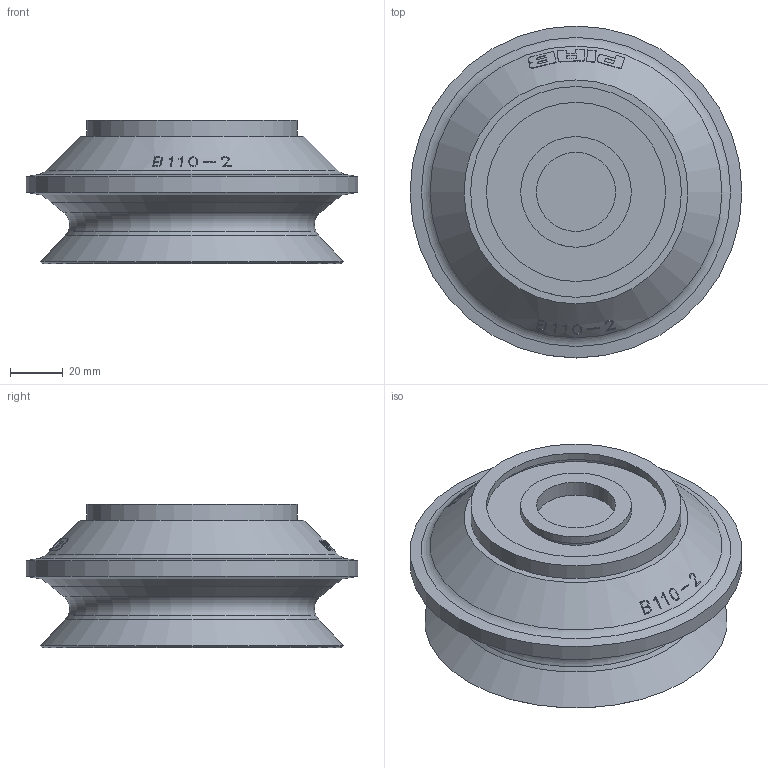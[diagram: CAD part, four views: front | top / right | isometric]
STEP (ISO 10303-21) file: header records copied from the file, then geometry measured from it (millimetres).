
FILE_DESCRIPTION(/* description */ ('Unknown'),/* implementation_level */ '2;1');
FILE_NAME(/* name */ 'S_A013_BXXX',/* time_stamp */ '2018-11-01T10:55:33+01:00',/* author */ ('Unknown'),/* organization */ ('Unknown'),/* preprocessor_version */ 'ST-DEVELOPER v16.7',/* originating_system */ 'DEX',/* authorisation */ $);
FILE_SCHEMA (('AUTOMOTIVE_DESIGN {1 0 10303 214 3 1 1}'));
Length unit declared in the file: millimetre
Products named in the file (4): S_A013_BXXX; A013_B110-2; Fitting_blank
Assembly tree (3 placements, depth 3):
  S_A013_BXXX
    A013_B110-2
      A013_B110-2
    Fitting_blank
Bounding box: 126 x 126 x 54.3 mm (x, y, z)
Surface area: 46686.9 mm2 (no closed solid volume)
Topology: 0 solids, 1 shells, 210 faces, 555 edges, 368 vertices
Faces by surface type: plane 160, cone 24, cylinder 23, torus 3
Full cylindrical faces by diameter (mm): 30 x1, 36 x1, 42 x1, 68 x1, 74 x1, 80 x1, 126 x1
Entity records: 6647 total; most frequent: CARTESIAN_POINT 2042, ORIENTED_EDGE 1056, DIRECTION 700, EDGE_CURVE 528, VERTEX_POINT 360, B_SPLINE_CURVE_WITH_KNOTS 308, AXIS2_PLACEMENT_3D 266, EDGE_LOOP 250
